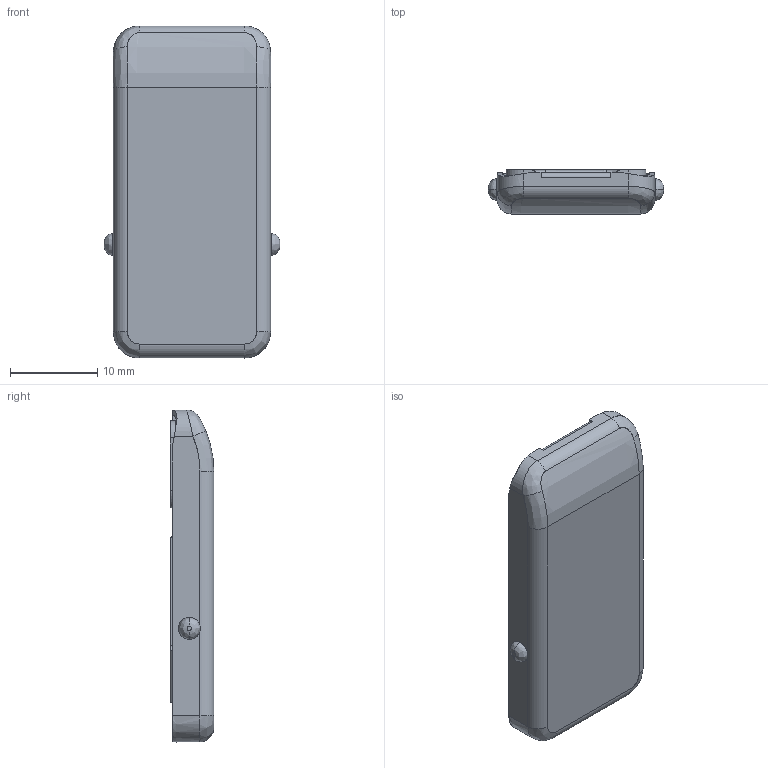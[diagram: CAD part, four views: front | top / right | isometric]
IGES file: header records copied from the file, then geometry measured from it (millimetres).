
Start section: SolidWorks IGES file using analytic representation for surfaces
Global section: file name: TL_425_2.IGS; native system: SolidWorks 2015; preprocessor: SolidWorks 2015; author: Yoshitsune; date: 170214.130802; units: millimetre
Bounding box: 20.1 x 5 x 38 mm (x, y, z)
Surface area: 3470 mm2 (no closed solid volume)
Topology: 0 solids, 0 shells, 194 faces, 2204 edges, 2201 vertices
Faces by surface type: bspline 108, revolution 86
